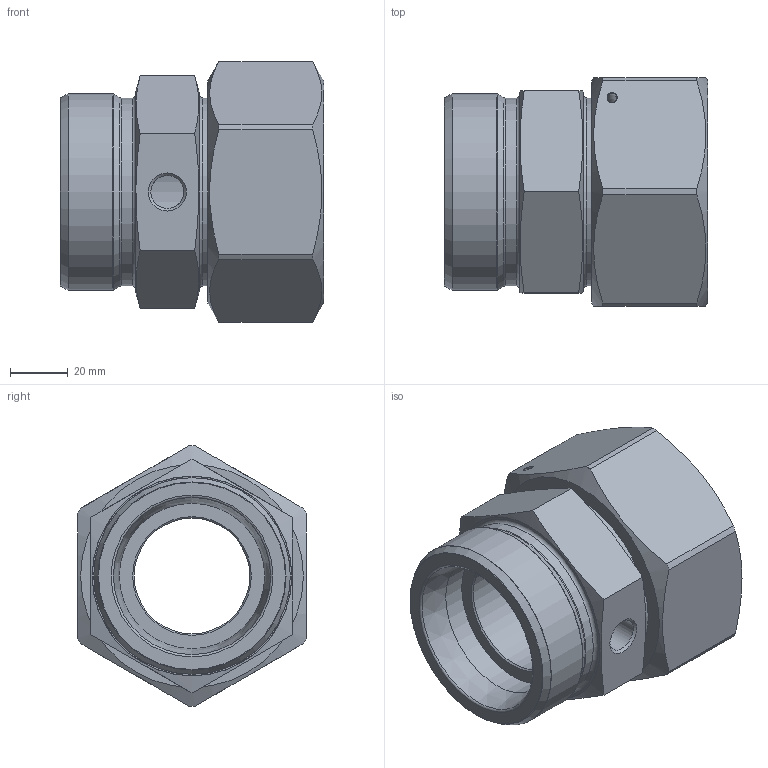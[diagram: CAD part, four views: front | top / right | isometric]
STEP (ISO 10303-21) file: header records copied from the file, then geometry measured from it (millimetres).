
FILE_DESCRIPTION(/* description */ (''),/* implementation_level */ '2;1');
FILE_NAME(/* name */ 'X-GDV50.stp',/* time_stamp */ '2025-01-17T14:01:09+01:00',/* author */ (''),/* organization */ (''),/* preprocessor_version */ 'ST-DEVELOPER v16',/* originating_system */ 'SIEMENS PLM Software NX 10.0',/* authorisation */ '');
FILE_SCHEMA (('AP203_CONFIGURATION_CONTROLLED_3D_DESIGN_OF_MECHANICAL_PARTS_AND_ASSEMBLIES_MIM_LF { 1 0 10303 403 2 1 2}'));
Length unit declared in the file: millimetre
Products named in the file (1): nwer2E2075E97zr3
Bounding box: 91 x 79 x 90 mm (x, y, z)
Volume: 235798.5 mm3; surface area: 56710.6 mm2
Topology: 2 solids, 2 shells, 76 faces, 181 edges, 115 vertices
Faces by surface type: plane 23, cone 17, cylinder 17, torus 17, bspline 2
Full cylindrical faces by diameter (mm): 3.3 x1, 3.5 x1, 11.445 x1, 40 x1, 50.27 x1, 64.9 x1, 64.955 x2, 65.25 x1, 66 x1, 68 x1
Entity records: 2171 total; most frequent: CARTESIAN_POINT 618, DIRECTION 302, ORIENTED_EDGE 242, AXIS2_PLACEMENT_3D 144, EDGE_LOOP 132, EDGE_CURVE 121, FACE_BOUND 111, VERTEX_POINT 97
